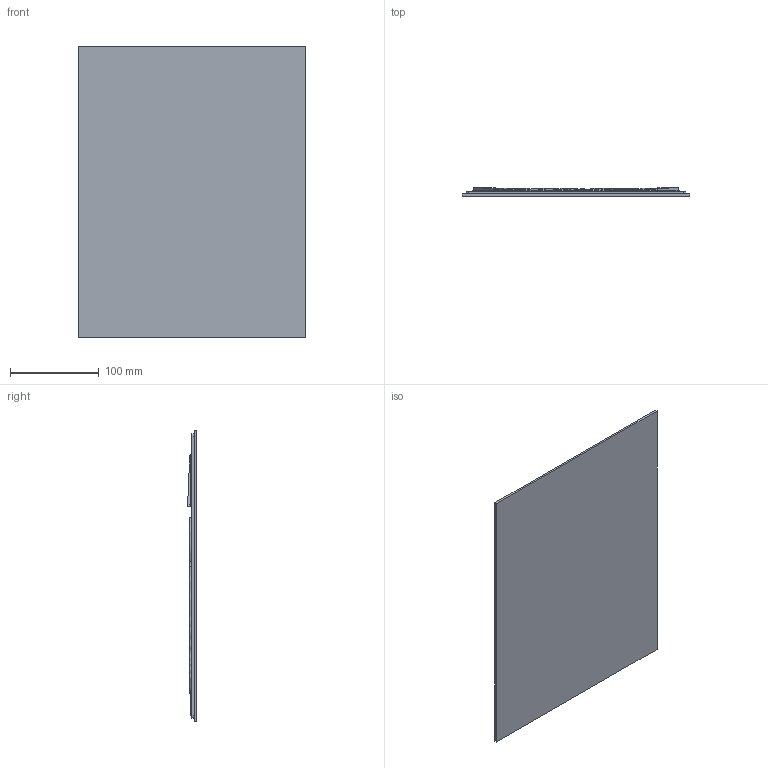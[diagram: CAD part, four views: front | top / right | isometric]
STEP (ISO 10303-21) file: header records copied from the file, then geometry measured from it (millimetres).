
FILE_DESCRIPTION(('FreeCAD Model'),'2;1');
FILE_NAME('Open CASCADE Shape Model','2025-05-03T11:11:05',('FreeCAD'),( 'FreeCAD'),'Open CASCADE STEP processor 7.6','FreeCAD','Unknown');
FILE_SCHEMA(('AUTOMOTIVE_DESIGN { 1 0 10303 214 1 1 1 1 }'));
Length unit declared in the file: millimetre
Products named in the file (1): Open CASCADE STEP translator 7.6 1
Bounding box: 255.93 x 10 x 329.09 mm (x, y, z)
Volume: 435461.4 mm3; surface area: 190570.3 mm2
Topology: 2 solids, 2 shells, 708 faces, 1803 edges, 1202 vertices
Faces by surface type: plane 283, cylinder 236, extrusion 167, bspline 22
Full cylindrical faces by diameter (mm): 1.2 x1, 1.65 x1, 2 x1
Entity records: 31138 total; most frequent: CARTESIAN_POINT 14717, ORIENTED_EDGE 3606, DIRECTION 2918, EDGE_CURVE 1803, VERTEX_POINT 1202, VECTOR 1100, LINE 933, AXIS2_PLACEMENT_3D 909
